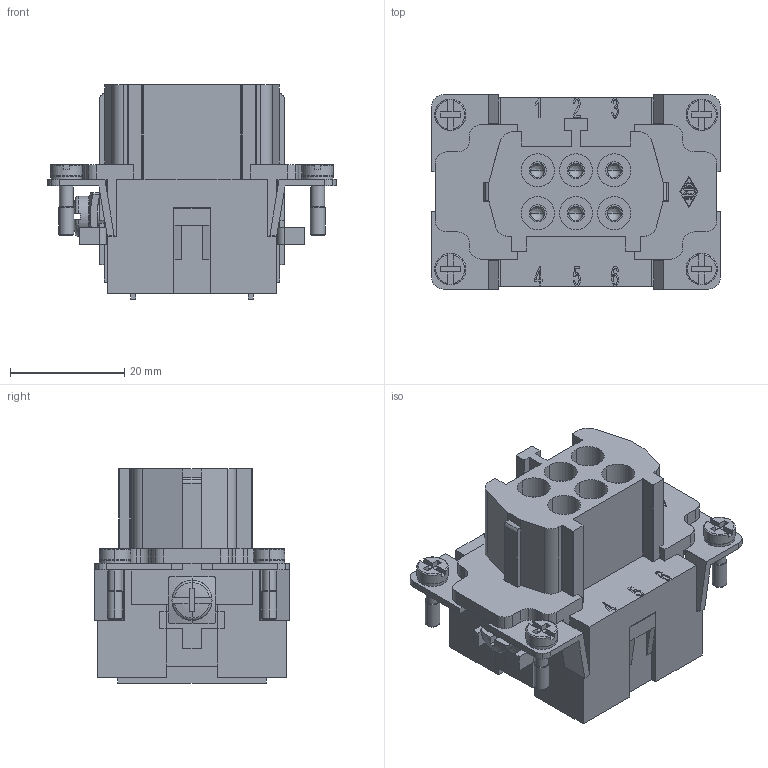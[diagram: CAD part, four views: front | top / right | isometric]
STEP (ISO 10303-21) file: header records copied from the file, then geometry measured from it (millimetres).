
FILE_DESCRIPTION((''),'2;1');
FILE_NAME('CSEF 06.stp','2006-11-02T09:32:52',('gembarski'),(''),'Autodesk Inventor 7','Autodesk Inventor 7','');
FILE_SCHEMA(('AUTOMOTIVE_DESIGN { 1 0 10303 214 1 1 1 1 }'));
Length unit declared in the file: millimetre
Products named in the file (1): CSEF Kontakteinsätze mit Käfigzugfederanschluss
Bounding box: 50.5 x 34 x 37.5 mm (x, y, z)
Volume: 27588.9 mm3; surface area: 13474.6 mm2
Topology: 1 solids, 1 shells, 881 faces, 2387 edges, 1553 vertices
Faces by surface type: bspline 383, plane 342, cylinder 132, torus 14, cone 8, sphere 2
Entity records: 29610 total; most frequent: CARTESIAN_POINT 8650, ORIENTED_EDGE 4754, DIRECTION 3651, EDGE_CURVE 2377, VECTOR 1637, LINE 1637, VERTEX_POINT 1552, AXIS2_PLACEMENT_3D 1007
